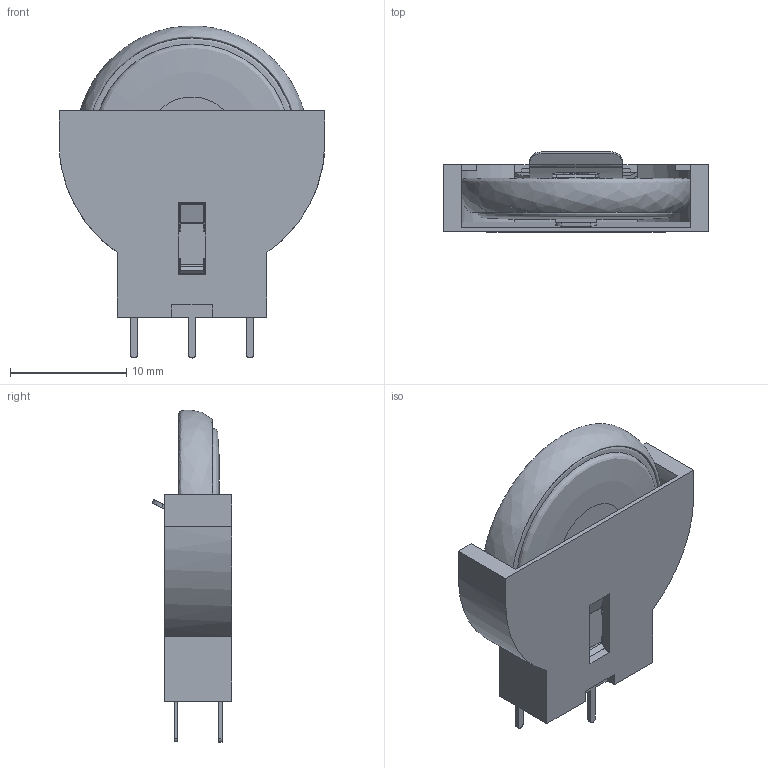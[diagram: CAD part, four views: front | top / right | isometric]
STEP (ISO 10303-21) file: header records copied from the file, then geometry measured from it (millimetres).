
FILE_DESCRIPTION(/* description */ (''),/* implementation_level */ '2;1');
FILE_NAME(/* name */ 'Battery Holder Top with CR2016',/* time_stamp */ '2020-02-02T10:38:24+01:00',/* author */ (''),/* organization */ (''),/* preprocessor_version */ 'ST-DEVELOPER v16.5',/* originating_system */ '',/* authorisation */ '');
FILE_SCHEMA (('AUTOMOTIVE_DESIGN'));
Length unit declared in the file: millimetre
Products named in the file (1): Document
Bounding box: 22.9 x 6.89 x 28.61 mm (x, y, z)
Volume: 775 mm3; surface area: 3566.1 mm2
Topology: 5 solids, 36 shells, 225 faces, 836 edges, 645 vertices
Faces by surface type: bspline 138, plane 87
Entity records: 19806 total; most frequent: CARTESIAN_POINT 14811, ORIENTED_EDGE 1359, EDGE_CURVE 836, VERTEX_POINT 645, B_SPLINE_CURVE_WITH_KNOTS 637, EDGE_LOOP 263, ADVANCED_FACE 225, FACE_OUTER_BOUND 225
